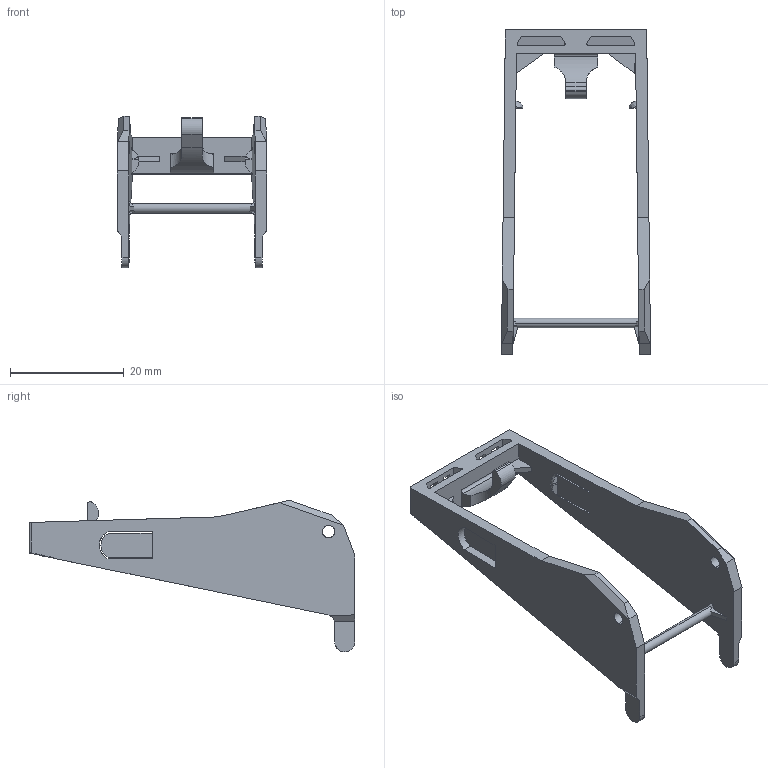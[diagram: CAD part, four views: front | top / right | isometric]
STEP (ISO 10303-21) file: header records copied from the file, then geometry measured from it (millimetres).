
FILE_DESCRIPTION((''),'2;1');
FILE_NAME('S1A9480102','2021-08-20T15:47:25',('SESA555855'),('Schneider-Electric'),'CREO PARAMETRIC BY PTC INC, 2019471','CREO PARAMETRIC BY PTC INC, 2019471','');
FILE_SCHEMA(('AP242_MANAGED_MODEL_BASED_3D_ENGINEERING_MIM_LF { 1 0 10303 442 1 1 4 }'));
Length unit declared in the file: millimetre
Products named in the file (1): S1A9480102
Bounding box: 26.2 x 57.1 x 26.61 mm (x, y, z)
Volume: 21.7 mm3; surface area: 4565.1 mm2
Topology: 4 solids, 6 shells, 207 faces, 598 edges, 399 vertices
Faces by surface type: plane 137, cylinder 66, bspline 4
Entity records: 11305 total; most frequent: CARTESIAN_POINT 3874, ORIENTED_EDGE 1137, DIRECTION 901, EDGE_CURVE 598, PRESENTATION_STYLE_ASSIGNMENT 573, STYLED_ITEM 573, CURVE_STYLE 539, VECTOR 413
